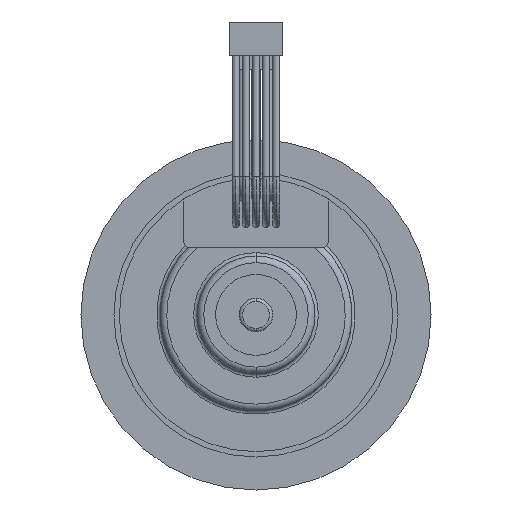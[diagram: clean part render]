
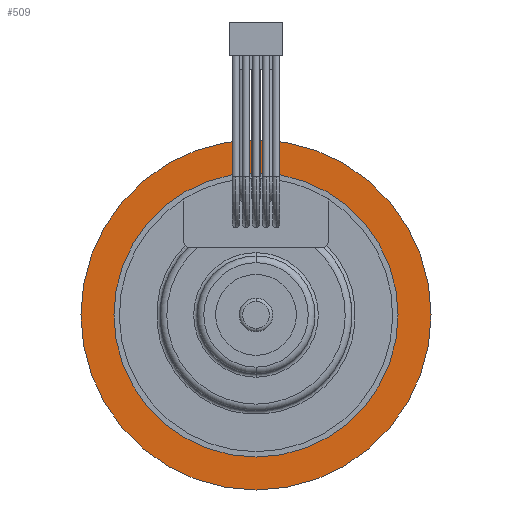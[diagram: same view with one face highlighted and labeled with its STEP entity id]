
A CAD part, front view. The second image highlights one B-rep face of the part: STEP entity #509.
In plain terms, the highlighted planar face has unit normal (0, -1, 0).
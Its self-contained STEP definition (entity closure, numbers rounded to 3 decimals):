
#509 = ADVANCED_FACE ( 'NONE', ( #6023, #2672 ), #2603, .F. ) ;
#529 = AXIS2_PLACEMENT_3D ( 'NONE', #2200, #3759, #3725 ) ;
#724 = EDGE_LOOP ( 'NONE', ( #4542, #1254 ) ) ;
#1254 = ORIENTED_EDGE ( 'NONE', *, *, #3731, .F. ) ;
#1393 = CARTESIAN_POINT ( 'NONE',  ( 0., -85., 0. ) ) ;
#1646 = AXIS2_PLACEMENT_3D ( 'NONE', #2099, #5954, #5099 ) ;
#1805 = ORIENTED_EDGE ( 'NONE', *, *, #5796, .T. ) ;
#1903 = AXIS2_PLACEMENT_3D ( 'NONE', #5041, #3199, #5133 ) ;
#1917 = EDGE_CURVE ( 'NONE', #3327, #3527, #1970, .T. ) ;
#1970 = CIRCLE ( 'NONE', #4311, 26. ) ;
#2099 = CARTESIAN_POINT ( 'NONE',  ( 0., -85., -26. ) ) ;
#2135 = CARTESIAN_POINT ( 'NONE',  ( 0., -85., -26. ) ) ;
#2200 = CARTESIAN_POINT ( 'NONE',  ( 0., -85., 0. ) ) ;
#2603 = PLANE ( 'NONE',  #1646 ) ;
#2672 = FACE_BOUND ( 'NONE', #5108, .T. ) ;
#2733 = CIRCLE ( 'NONE', #1903, 19.6 ) ;
#2779 = CARTESIAN_POINT ( 'NONE',  ( 0., -85., 0. ) ) ;
#3199 = DIRECTION ( 'NONE',  ( 0., 1., 0. ) ) ;
#3327 = VERTEX_POINT ( 'NONE', #4104 ) ;
#3527 = VERTEX_POINT ( 'NONE', #2135 ) ;
#3707 = DIRECTION ( 'NONE',  ( 0., 0., 1. ) ) ;
#3725 = DIRECTION ( 'NONE',  ( 0., 0., 1. ) ) ;
#3731 = EDGE_CURVE ( 'NONE', #3527, #3327, #5217, .T. ) ;
#3744 = AXIS2_PLACEMENT_3D ( 'NONE', #1393, #4830, #4861 ) ;
#3759 = DIRECTION ( 'NONE',  ( 0., 1., 0. ) ) ;
#3769 = DIRECTION ( 'NONE',  ( 0., 1., 0. ) ) ;
#3799 = EDGE_CURVE ( 'NONE', #5368, #5181, #4248, .T. ) ;
#4104 = CARTESIAN_POINT ( 'NONE',  ( 0., -85., 26. ) ) ;
#4248 = CIRCLE ( 'NONE', #3744, 19.6 ) ;
#4311 = AXIS2_PLACEMENT_3D ( 'NONE', #2779, #3769, #3707 ) ;
#4542 = ORIENTED_EDGE ( 'NONE', *, *, #1917, .F. ) ;
#4830 = DIRECTION ( 'NONE',  ( 0., 1., 0. ) ) ;
#4861 = DIRECTION ( 'NONE',  ( 0., 0., 1. ) ) ;
#5041 = CARTESIAN_POINT ( 'NONE',  ( 0., -85., 0. ) ) ;
#5099 = DIRECTION ( 'NONE',  ( 0., 0., 1. ) ) ;
#5108 = EDGE_LOOP ( 'NONE', ( #1805, #6273 ) ) ;
#5133 = DIRECTION ( 'NONE',  ( 0., 0., 1. ) ) ;
#5181 = VERTEX_POINT ( 'NONE', #5295 ) ;
#5217 = CIRCLE ( 'NONE', #529, 26. ) ;
#5295 = CARTESIAN_POINT ( 'NONE',  ( 0., -85., 19.6 ) ) ;
#5368 = VERTEX_POINT ( 'NONE', #6168 ) ;
#5796 = EDGE_CURVE ( 'NONE', #5181, #5368, #2733, .T. ) ;
#5954 = DIRECTION ( 'NONE',  ( 0., 1., 0. ) ) ;
#6023 = FACE_OUTER_BOUND ( 'NONE', #724, .T. ) ;
#6168 = CARTESIAN_POINT ( 'NONE',  ( 0., -85., -19.6 ) ) ;
#6273 = ORIENTED_EDGE ( 'NONE', *, *, #3799, .T. ) ;
